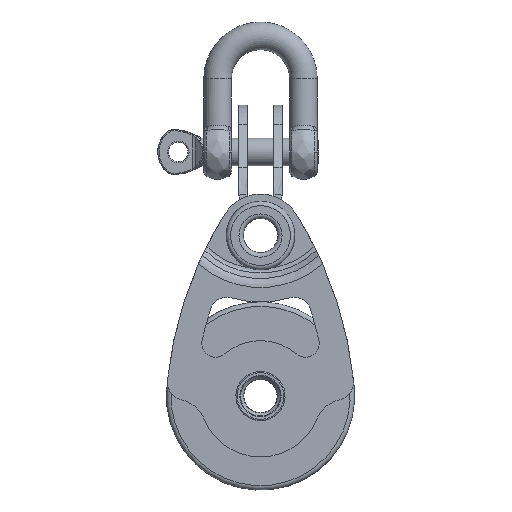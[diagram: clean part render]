
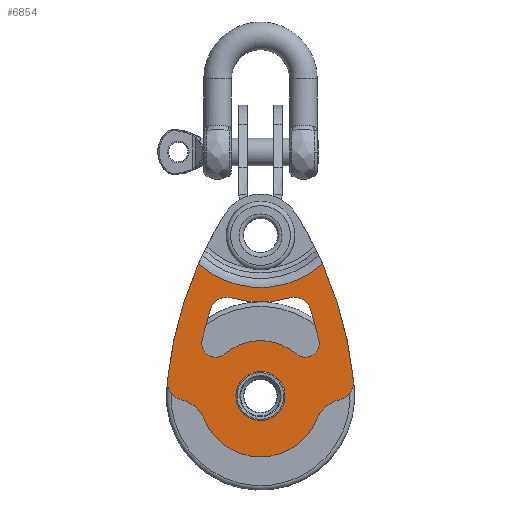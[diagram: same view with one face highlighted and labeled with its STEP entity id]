
A CAD part, front view. The second image highlights one B-rep face of the part: STEP entity #6854.
In plain terms, the highlighted planar face has unit normal (0, -1, 0).
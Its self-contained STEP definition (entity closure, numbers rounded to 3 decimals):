
#115=FACE_BOUND('',#1860,.T.);
#116=FACE_BOUND('',#1861,.T.);
#226=PLANE('',#7667);
#1433=FACE_OUTER_BOUND('',#1859,.T.);
#1859=EDGE_LOOP('',(#6070,#6071,#6072,#6073,#6074,#6075,#6076,#6077));
#1860=EDGE_LOOP('',(#6078,#6079,#6080,#6081,#6082,#6083,#6084,#6085));
#1861=EDGE_LOOP('',(#6086));
#2317=CIRCLE('',#7222,65.);
#2319=CIRCLE('',#7225,3.);
#2321=CIRCLE('',#7228,2.5);
#2323=CIRCLE('',#7231,19.501);
#2325=CIRCLE('',#7234,10.);
#2327=CIRCLE('',#7237,3.);
#2329=CIRCLE('',#7240,2.5);
#2334=CIRCLE('',#7246,70.);
#2337=CIRCLE('',#7251,3.281);
#2339=CIRCLE('',#7254,6.);
#2341=CIRCLE('',#7257,11.);
#2343=CIRCLE('',#7260,6.);
#2345=CIRCLE('',#7263,3.281);
#2350=CIRCLE('',#7270,70.);
#2580=CIRCLE('',#7668,16.881);
#2581=CIRCLE('',#7669,65.);
#2582=CIRCLE('',#7670,4.3);
#2847=VERTEX_POINT('',#11471);
#2848=VERTEX_POINT('',#11472);
#2851=VERTEX_POINT('',#11480);
#2853=VERTEX_POINT('',#11486);
#2855=VERTEX_POINT('',#11492);
#2857=VERTEX_POINT('',#11498);
#2859=VERTEX_POINT('',#11504);
#2861=VERTEX_POINT('',#11510);
#2871=VERTEX_POINT('',#11552);
#2872=VERTEX_POINT('',#11554);
#2877=VERTEX_POINT('',#11589);
#2879=VERTEX_POINT('',#11595);
#2881=VERTEX_POINT('',#11601);
#2883=VERTEX_POINT('',#11607);
#2885=VERTEX_POINT('',#11613);
#2890=VERTEX_POINT('',#11642);
#3270=VERTEX_POINT('',#18616);
#3613=EDGE_CURVE('',#2847,#2848,#2317,.T.);
#3617=EDGE_CURVE('',#2851,#2847,#2319,.T.);
#3620=EDGE_CURVE('',#2848,#2853,#2321,.T.);
#3623=EDGE_CURVE('',#2855,#2851,#2323,.T.);
#3626=EDGE_CURVE('',#2853,#2857,#2325,.T.);
#3629=EDGE_CURVE('',#2859,#2855,#2327,.T.);
#3632=EDGE_CURVE('',#2857,#2861,#2329,.T.);
#3643=EDGE_CURVE('',#2872,#2871,#2334,.T.);
#3650=EDGE_CURVE('',#2871,#2877,#2337,.T.);
#3653=EDGE_CURVE('',#2877,#2879,#2339,.T.);
#3656=EDGE_CURVE('',#2879,#2881,#2341,.T.);
#3659=EDGE_CURVE('',#2881,#2883,#2343,.T.);
#3662=EDGE_CURVE('',#2883,#2885,#2345,.T.);
#3671=EDGE_CURVE('',#2890,#2885,#2350,.T.);
#4269=EDGE_CURVE('',#2872,#2890,#2580,.T.);
#4270=EDGE_CURVE('',#2859,#2861,#2581,.T.);
#4271=EDGE_CURVE('',#3270,#3270,#2582,.T.);
#6070=ORIENTED_EDGE('',*,*,#3650,.T.);
#6071=ORIENTED_EDGE('',*,*,#3653,.T.);
#6072=ORIENTED_EDGE('',*,*,#3656,.T.);
#6073=ORIENTED_EDGE('',*,*,#3659,.T.);
#6074=ORIENTED_EDGE('',*,*,#3662,.T.);
#6075=ORIENTED_EDGE('',*,*,#3671,.F.);
#6076=ORIENTED_EDGE('',*,*,#4269,.F.);
#6077=ORIENTED_EDGE('',*,*,#3643,.T.);
#6078=ORIENTED_EDGE('',*,*,#3613,.T.);
#6079=ORIENTED_EDGE('',*,*,#3620,.T.);
#6080=ORIENTED_EDGE('',*,*,#3626,.T.);
#6081=ORIENTED_EDGE('',*,*,#3632,.T.);
#6082=ORIENTED_EDGE('',*,*,#4270,.F.);
#6083=ORIENTED_EDGE('',*,*,#3629,.T.);
#6084=ORIENTED_EDGE('',*,*,#3623,.T.);
#6085=ORIENTED_EDGE('',*,*,#3617,.T.);
#6086=ORIENTED_EDGE('',*,*,#4271,.F.);
#6854=ADVANCED_FACE('',(#1433,#115,#116),#226,.T.);
#7222=AXIS2_PLACEMENT_3D('',#11473,#8432,#8433);
#7225=AXIS2_PLACEMENT_3D('',#11481,#8440,#8441);
#7228=AXIS2_PLACEMENT_3D('',#11487,#8447,#8448);
#7231=AXIS2_PLACEMENT_3D('',#11493,#8454,#8455);
#7234=AXIS2_PLACEMENT_3D('',#11499,#8461,#8462);
#7237=AXIS2_PLACEMENT_3D('',#11505,#8468,#8469);
#7240=AXIS2_PLACEMENT_3D('',#11511,#8475,#8476);
#7246=AXIS2_PLACEMENT_3D('',#11555,#8490,#8491);
#7251=AXIS2_PLACEMENT_3D('',#11590,#8501,#8502);
#7254=AXIS2_PLACEMENT_3D('',#11596,#8508,#8509);
#7257=AXIS2_PLACEMENT_3D('',#11602,#8515,#8516);
#7260=AXIS2_PLACEMENT_3D('',#11608,#8522,#8523);
#7263=AXIS2_PLACEMENT_3D('',#11614,#8529,#8530);
#7270=AXIS2_PLACEMENT_3D('',#11651,#8544,#8545);
#7667=AXIS2_PLACEMENT_3D('',#18613,#9598,#9599);
#7668=AXIS2_PLACEMENT_3D('',#18614,#9600,#9601);
#7669=AXIS2_PLACEMENT_3D('',#18615,#9602,#9603);
#7670=AXIS2_PLACEMENT_3D('',#18617,#9604,#9605);
#8432=DIRECTION('center_axis',(0.,1.,0.));
#8433=DIRECTION('ref_axis',(0.951,0.,0.311));
#8440=DIRECTION('center_axis',(0.,1.,0.));
#8441=DIRECTION('ref_axis',(-0.272,0.,0.962));
#8447=DIRECTION('center_axis',(0.,1.,0.));
#8448=DIRECTION('ref_axis',(0.975,0.,0.223));
#8454=DIRECTION('center_axis',(0.,-1.,0.));
#8455=DIRECTION('ref_axis',(0.272,0.,0.962));
#8461=DIRECTION('center_axis',(0.,-1.,0.));
#8462=DIRECTION('ref_axis',(0.,0.,1.));
#8468=DIRECTION('center_axis',(0.,1.,0.));
#8469=DIRECTION('ref_axis',(0.272,0.,0.962));
#8475=DIRECTION('center_axis',(0.,1.,0.));
#8476=DIRECTION('ref_axis',(-0.975,0.,0.223));
#8490=DIRECTION('center_axis',(0.,-1.,0.));
#8491=DIRECTION('ref_axis',(-0.845,0.,0.535));
#8501=DIRECTION('center_axis',(0.,-1.,0.));
#8502=DIRECTION('ref_axis',(0.995,0.,-0.104));
#8508=DIRECTION('center_axis',(0.,1.,0.));
#8509=DIRECTION('ref_axis',(0.924,0.,0.381));
#8515=DIRECTION('center_axis',(0.,-1.,0.));
#8516=DIRECTION('ref_axis',(0.,0.,1.));
#8522=DIRECTION('center_axis',(0.,1.,0.));
#8523=DIRECTION('ref_axis',(-0.924,0.,0.381));
#8529=DIRECTION('center_axis',(0.,-1.,0.));
#8530=DIRECTION('ref_axis',(-0.995,0.,-0.104));
#8544=DIRECTION('center_axis',(0.,1.,0.));
#8545=DIRECTION('ref_axis',(0.997,0.,0.083));
#9598=DIRECTION('center_axis',(0.,-1.,0.));
#9599=DIRECTION('ref_axis',(0.,0.,1.));
#9600=DIRECTION('center_axis',(0.,-1.,0.));
#9601=DIRECTION('ref_axis',(0.,0.,
-1.));
#9602=DIRECTION('center_axis',(0.,-1.,0.));
#9603=DIRECTION('ref_axis',(-0.951,0.,0.311));
#9604=DIRECTION('center_axis',(0.,-1.,0.));
#9605=DIRECTION('ref_axis',(0.,0.,1.));
#11471=CARTESIAN_POINT('',(8.967,-19.6,-7.722));
#11472=CARTESIAN_POINT('',(10.55,-19.6,-13.433));
#11473=CARTESIAN_POINT('Origin',(-52.816,-19.6,-27.918));
#11480=CARTESIAN_POINT('',(5.3,-19.6,-5.767));
#11481=CARTESIAN_POINT('Origin',(6.116,-19.6,-8.654));
#11486=CARTESIAN_POINT('',(6.49,-19.6,-15.892));
#11487=CARTESIAN_POINT('Origin',(8.113,-19.6,-13.99));
#11492=CARTESIAN_POINT('',(-5.3,-19.6,-5.767));
#11493=CARTESIAN_POINT('Origin',(0.,-19.6,
13.));
#11498=CARTESIAN_POINT('',(-6.49,-19.6,-15.892));
#11499=CARTESIAN_POINT('Origin',(0.,-19.6,-23.5));
#11504=CARTESIAN_POINT('',(-8.967,-19.6,-7.722));
#11505=CARTESIAN_POINT('Origin',(-6.116,-19.6,-8.654));
#11510=CARTESIAN_POINT('',(-10.55,-19.6,-13.433));
#11511=CARTESIAN_POINT('Origin',(-8.113,-19.6,-13.99));
#11552=CARTESIAN_POINT('',(-16.803,-19.6,-20.618));
#11554=CARTESIAN_POINT('',(-11.21,-19.6,0.379));
#11555=CARTESIAN_POINT('Origin',(52.816,-19.6,-27.918));
#11589=CARTESIAN_POINT('',(-14.309,-19.6,-24.149));
#11590=CARTESIAN_POINT('Origin',(-13.54,-19.6,-20.96));
#11595=CARTESIAN_POINT('',(-10.169,-19.6,-27.694));
#11596=CARTESIAN_POINT('Origin',(-15.716,-19.6,-29.982));
#11601=CARTESIAN_POINT('',(10.169,-19.6,-27.694));
#11602=CARTESIAN_POINT('Origin',(0.,-19.6,-23.5));
#11607=CARTESIAN_POINT('',(14.309,-19.6,-24.149));
#11608=CARTESIAN_POINT('Origin',(15.716,-19.6,-29.982));
#11613=CARTESIAN_POINT('',(16.803,-19.6,-20.618));
#11614=CARTESIAN_POINT('Origin',(13.54,-19.6,-20.96));
#11642=CARTESIAN_POINT('',(11.21,-19.6,0.379));
#11651=CARTESIAN_POINT('Origin',(-52.816,-19.6,-27.918));
#18613=CARTESIAN_POINT('Origin',(-57.442,-19.6,13.));
#18614=CARTESIAN_POINT('Origin',(0.,-19.6,
13.));
#18615=CARTESIAN_POINT('Origin',(52.816,-19.6,-27.918));
#18616=CARTESIAN_POINT('',(4.3,-19.6,-23.5));
#18617=CARTESIAN_POINT('Origin',(0.,-19.6,-23.5));
